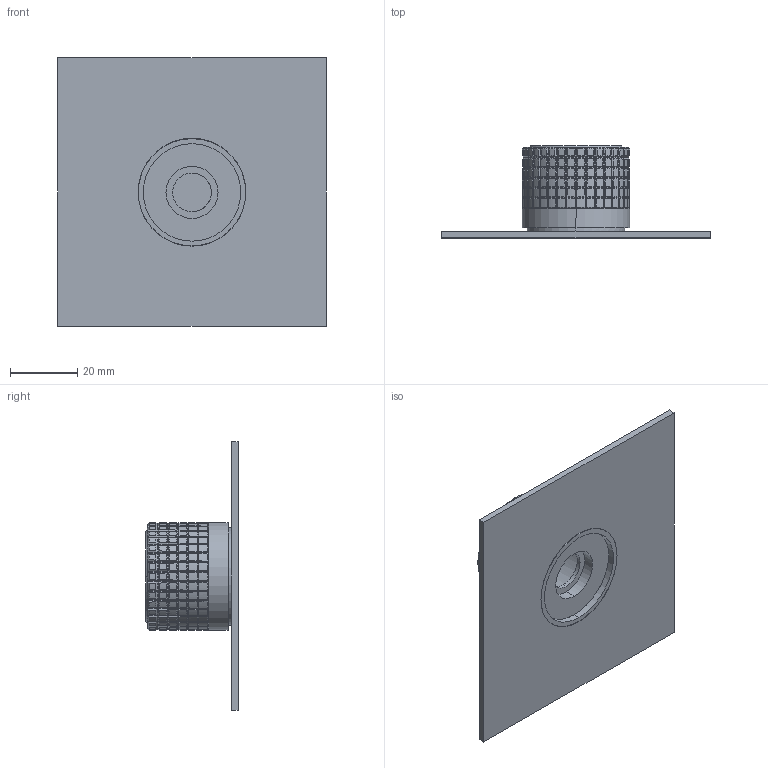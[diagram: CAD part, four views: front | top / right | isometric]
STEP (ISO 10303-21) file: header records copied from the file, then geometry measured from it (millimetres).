
FILE_DESCRIPTION(('CATIA V5 STEP Exchange','CAx-IF Rec.Pracs.--- Model Styling and Organization---1.5--- 2016-08-15','CAx-IF Rec.Pracs.---Supplemental Geometry---1.0---2011-11-01','CAx-IF Rec.Pracs.--- Composite Materials ---3.4---2017-06-13','CAx-IF Rec.Pracs.---Tessellated 3D Geometry---1.0---2015-12-17'),'2;1');
FILE_NAME('Quadrettata P.SpigoloV.stp','2024-06-07T14:13:45+00:00',('none'),('none'),'CATIA Version 5-6 Release 2020 SP2','CATIA V5 STEP AP242 v2','none');
FILE_SCHEMA(('AP242_MANAGED_MODEL_BASED_3D_ENGINEERING_MIM_LF {1 0 10303 442 1 1 4}'));
Products named in the file (1): Part5
Bounding box: 80 x 27.5 x 80 mm (x, y, z)
Volume: 18222.9 mm3; surface area: 19935.7 mm2
Topology: 4 solids, 4 shells, 1267 faces, 4192 edges, 2936 vertices
Faces by surface type: plane 423, cone 412, cylinder 220, torus 178, extrusion 34
Entity records: 46577 total; most frequent: CARTESIAN_POINT 19781, ORIENTED_EDGE 8384, EDGE_CURVE 4192, VERTEX_POINT 2936, B_SPLINE_CURVE_WITH_KNOTS 2922, DIRECTION 1584, EDGE_LOOP 1276, ADVANCED_FACE 1267
